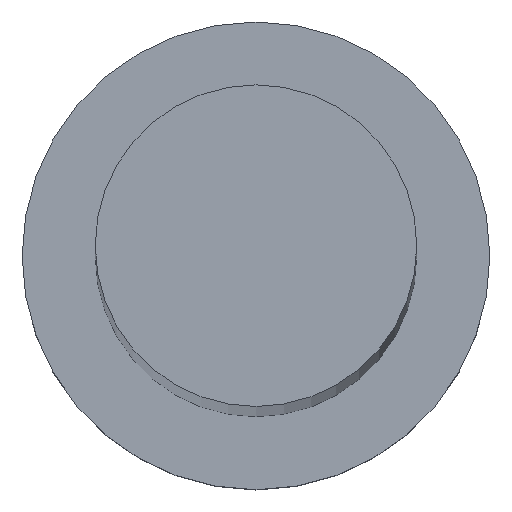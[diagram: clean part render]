
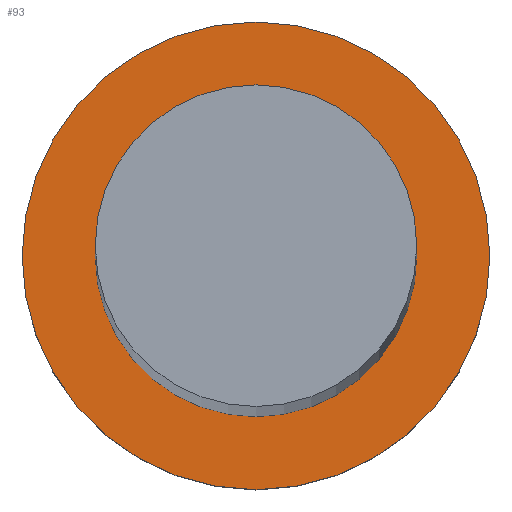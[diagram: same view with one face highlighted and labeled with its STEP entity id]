
A CAD part, top view. The second image highlights one B-rep face of the part: STEP entity #93.
In plain terms, the highlighted planar face has unit normal (0, 0, 1).
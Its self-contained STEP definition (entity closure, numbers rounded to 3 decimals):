
#2 = FACE_OUTER_BOUND ( 'NONE', #23, .T. ) ;
#13 = CARTESIAN_POINT ( 'NONE',  ( 0., 0., 5. ) ) ;
#18 = PLANE ( 'NONE',  #250 ) ;
#21 = DIRECTION ( 'NONE',  ( 1., 0., 0. ) ) ;
#23 = EDGE_LOOP ( 'NONE', ( #119, #43 ) ) ;
#25 = ORIENTED_EDGE ( 'NONE', *, *, #213, .F. ) ;
#31 = EDGE_CURVE ( 'NONE', #84, #49, #152, .T. ) ;
#43 = ORIENTED_EDGE ( 'NONE', *, *, #31, .T. ) ;
#47 = CARTESIAN_POINT ( 'NONE',  ( -5.5, 0., 5. ) ) ;
#49 = VERTEX_POINT ( 'NONE', #112 ) ;
#52 = CIRCLE ( 'NONE', #192, 5.5 ) ;
#57 = CARTESIAN_POINT ( 'NONE',  ( 8., 0., 5. ) ) ;
#59 = FACE_BOUND ( 'NONE', #185, .T. ) ;
#61 = DIRECTION ( 'NONE',  ( 1., 0., 0. ) ) ;
#64 = CARTESIAN_POINT ( 'NONE',  ( 0., 0., 5. ) ) ;
#81 = CARTESIAN_POINT ( 'NONE',  ( 5.5, 0., 5. ) ) ;
#83 = DIRECTION ( 'NONE',  ( 0., 0., 1. ) ) ;
#84 = VERTEX_POINT ( 'NONE', #57 ) ;
#93 = ADVANCED_FACE ( 'NONE', ( #59, #2 ), #18, .T. ) ;
#112 = CARTESIAN_POINT ( 'NONE',  ( -8., 0., 5. ) ) ;
#115 = EDGE_CURVE ( 'NONE', #249, #226, #52, .T. ) ;
#117 = CARTESIAN_POINT ( 'NONE',  ( 0., 0., 5. ) ) ;
#119 = ORIENTED_EDGE ( 'NONE', *, *, #233, .T. ) ;
#129 = CIRCLE ( 'NONE', #252, 5.5 ) ;
#137 = CARTESIAN_POINT ( 'NONE',  ( 0., 0., 5. ) ) ;
#152 = CIRCLE ( 'NONE', #253, 8. ) ;
#159 = DIRECTION ( 'NONE',  ( 0., 0., 1. ) ) ;
#166 = CARTESIAN_POINT ( 'NONE',  ( 0., 0., 5. ) ) ;
#169 = DIRECTION ( 'NONE',  ( 0., 0., 1. ) ) ;
#177 = DIRECTION ( 'NONE',  ( 1., 0., 0. ) ) ;
#185 = EDGE_LOOP ( 'NONE', ( #189, #25 ) ) ;
#186 = DIRECTION ( 'NONE',  ( 1., 0., 0. ) ) ;
#189 = ORIENTED_EDGE ( 'NONE', *, *, #115, .F. ) ;
#192 = AXIS2_PLACEMENT_3D ( 'NONE', #117, #223, #177 ) ;
#199 = AXIS2_PLACEMENT_3D ( 'NONE', #64, #227, #61 ) ;
#212 = CIRCLE ( 'NONE', #199, 8. ) ;
#213 = EDGE_CURVE ( 'NONE', #226, #249, #129, .T. ) ;
#223 = DIRECTION ( 'NONE',  ( 0., 0., 1. ) ) ;
#226 = VERTEX_POINT ( 'NONE', #81 ) ;
#227 = DIRECTION ( 'NONE',  ( 0., 0., 1. ) ) ;
#233 = EDGE_CURVE ( 'NONE', #49, #84, #212, .T. ) ;
#246 = DIRECTION ( 'NONE',  ( 1., 0., 0. ) ) ;
#249 = VERTEX_POINT ( 'NONE', #47 ) ;
#250 = AXIS2_PLACEMENT_3D ( 'NONE', #137, #159, #21 ) ;
#252 = AXIS2_PLACEMENT_3D ( 'NONE', #13, #83, #186 ) ;
#253 = AXIS2_PLACEMENT_3D ( 'NONE', #166, #169, #246 ) ;
